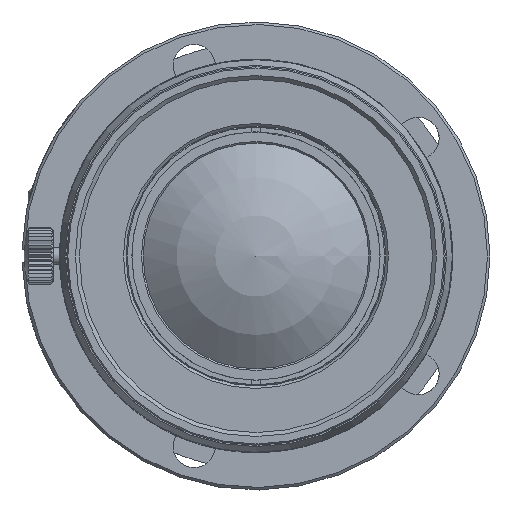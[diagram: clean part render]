
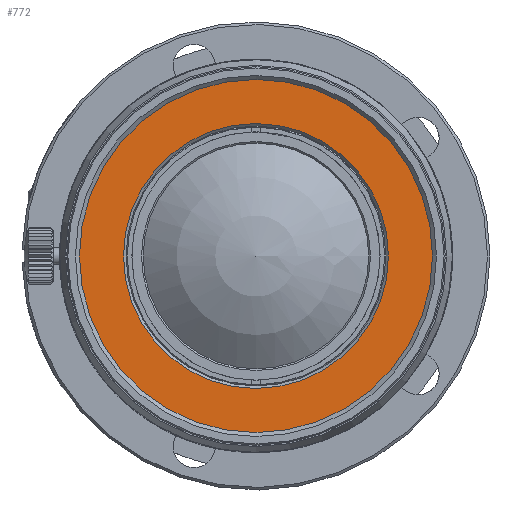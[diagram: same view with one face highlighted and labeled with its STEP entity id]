
A CAD part, left-side view. The second image highlights one B-rep face of the part: STEP entity #772.
In plain terms, the highlighted planar face has unit normal (-1, 0, 0).
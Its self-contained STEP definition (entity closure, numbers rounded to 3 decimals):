
#151=PLANE('',#9541);
#772=ADVANCED_FACE('',(#1979,#1980),#151,.F.);
#1592=CIRCLE('',#9538,15.85);
#1593=CIRCLE('',#9540,21.6);
#1979=FACE_BOUND('',#2479,.T.);
#1980=FACE_BOUND('',#2480,.T.);
#2479=EDGE_LOOP('',(#4680));
#2480=EDGE_LOOP('',(#4681));
#4680=ORIENTED_EDGE('',*,*,#7842,.F.);
#4681=ORIENTED_EDGE('',*,*,#7843,.T.);
#6549=VERTEX_POINT('',#17892);
#6550=VERTEX_POINT('',#17895);
#7842=EDGE_CURVE('',#6549,#6549,#1592,.T.);
#7843=EDGE_CURVE('',#6550,#6550,#1593,.T.);
#9538=AXIS2_PLACEMENT_3D('',#17891,#10385,#10386);
#9540=AXIS2_PLACEMENT_3D('',#17894,#10389,#10390);
#9541=AXIS2_PLACEMENT_3D('',#17896,#10391,#10392);
#10385=DIRECTION('',(-1.,0.,0.));
#10386=DIRECTION('',(0.,0.,-1.));
#10389=DIRECTION('',(-1.,0.,0.));
#10390=DIRECTION('',(0.,0.,-1.));
#10391=DIRECTION('',(1.,0.,0.));
#10392=DIRECTION('',(0.,0.,1.));
#17891=CARTESIAN_POINT('',(-50.774,0.,0.));
#17892=CARTESIAN_POINT('',(-50.774,0.,-15.85));
#17894=CARTESIAN_POINT('',(-50.774,0.,0.));
#17895=CARTESIAN_POINT('',(-50.774,0.,-21.6));
#17896=CARTESIAN_POINT('',(-50.774,-21.6,0.));
